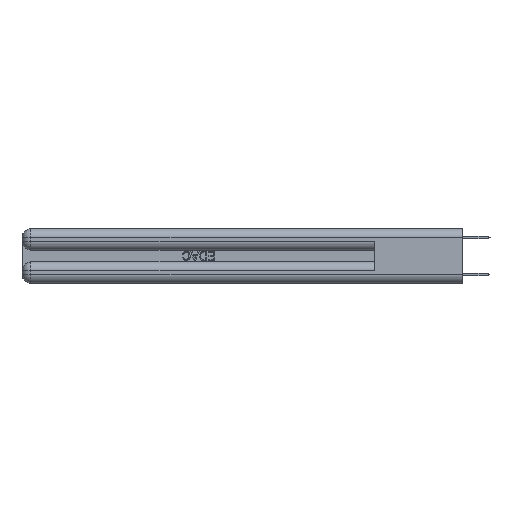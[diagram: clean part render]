
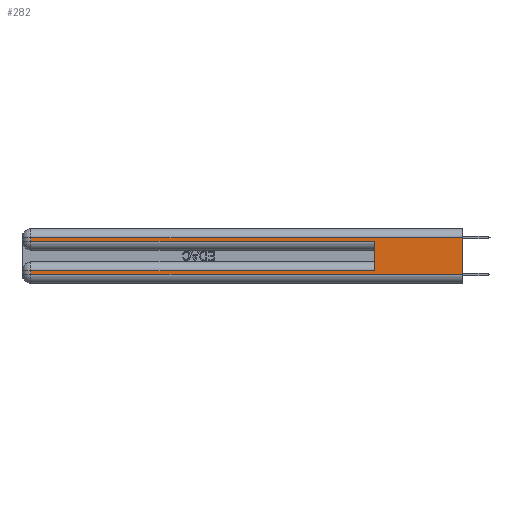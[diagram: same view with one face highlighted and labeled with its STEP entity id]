
A CAD part, left-side view. The second image highlights one B-rep face of the part: STEP entity #282.
In plain terms, the highlighted planar face has unit normal (-1, 0, 0).
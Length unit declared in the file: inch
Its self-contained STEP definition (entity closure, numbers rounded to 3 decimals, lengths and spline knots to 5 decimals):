
#282 = ADVANCED_FACE ( 'NONE', ( #2974 ), #26107, .F. ) ;
#397 = DIRECTION ( 'NONE',  ( 0., 1., 0. ) ) ;
#434 = EDGE_CURVE ( 'NONE', #29983, #22562, #5575, .T. ) ;
#742 = VERTEX_POINT ( 'NONE', #8620 ) ;
#1166 = CARTESIAN_POINT ( 'NONE',  ( 0., 0.6, 0.145 ) ) ;
#1327 = VERTEX_POINT ( 'NONE', #19421 ) ;
#2766 = EDGE_CURVE ( 'NONE', #16949, #7186, #13017, .T. ) ;
#2974 = FACE_OUTER_BOUND ( 'NONE', #17735, .T. ) ;
#3409 = ORIENTED_EDGE ( 'NONE', *, *, #434, .T. ) ;
#4132 = CARTESIAN_POINT ( 'NONE',  ( 0., 2.94, 0.285 ) ) ;
#4662 = CARTESIAN_POINT ( 'NONE',  ( 0., 0., 0.37 ) ) ;
#4827 = CARTESIAN_POINT ( 'NONE',  ( 0., 0., 0.285 ) ) ;
#5090 = VECTOR ( 'NONE', #6045, 39.37008 ) ;
#5507 = EDGE_CURVE ( 'NONE', #28477, #1327, #5624, .T. ) ;
#5575 = LINE ( 'NONE', #25741, #14982 ) ;
#5624 = LINE ( 'NONE', #29011, #30481 ) ;
#6045 = DIRECTION ( 'NONE',  ( 0., -1., 0. ) ) ;
#6150 = AXIS2_PLACEMENT_3D ( 'NONE', #4662, #28595, #14235 ) ;
#6959 = EDGE_CURVE ( 'NONE', #28477, #742, #11571, .T. ) ;
#7023 = CARTESIAN_POINT ( 'NONE',  ( 0., 2.94, 0.06 ) ) ;
#7186 = VERTEX_POINT ( 'NONE', #23698 ) ;
#7712 = LINE ( 'NONE', #21272, #14868 ) ;
#8124 = EDGE_CURVE ( 'NONE', #13675, #742, #17575, .T. ) ;
#8620 = CARTESIAN_POINT ( 'NONE',  ( 0., 0.6, 0.285 ) ) ;
#10379 = ORIENTED_EDGE ( 'NONE', *, *, #21288, .F. ) ;
#10769 = CARTESIAN_POINT ( 'NONE',  ( 0., 0., 0.06 ) ) ;
#10938 = VECTOR ( 'NONE', #12510, 39.37008 ) ;
#11148 = DIRECTION ( 'NONE',  ( 0., 1., 0. ) ) ;
#11571 = LINE ( 'NONE', #1166, #31125 ) ;
#12510 = DIRECTION ( 'NONE',  ( 0., 0., -1. ) ) ;
#13017 = LINE ( 'NONE', #10769, #5090 ) ;
#13394 = LINE ( 'NONE', #19510, #20924 ) ;
#13675 = VERTEX_POINT ( 'NONE', #4132 ) ;
#13918 = CARTESIAN_POINT ( 'NONE',  ( 0., 0., 0.31 ) ) ;
#14235 = DIRECTION ( 'NONE',  ( 0., 0., -1. ) ) ;
#14868 = VECTOR ( 'NONE', #30975, 39.37008 ) ;
#14982 = VECTOR ( 'NONE', #11148, 39.37008 ) ;
#16949 = VERTEX_POINT ( 'NONE', #7023 ) ;
#17575 = LINE ( 'NONE', #4827, #17937 ) ;
#17653 = EDGE_CURVE ( 'NONE', #22562, #13675, #13394, .T. ) ;
#17735 = EDGE_LOOP ( 'NONE', ( #10379, #3409, #27979, #29286, #25205, #26537, #18103, #26646 ) ) ;
#17937 = VECTOR ( 'NONE', #19444, 39.37008 ) ;
#18078 = CARTESIAN_POINT ( 'NONE',  ( 0., 0.6, 0.085 ) ) ;
#18103 = ORIENTED_EDGE ( 'NONE', *, *, #19141, .T. ) ;
#19141 = EDGE_CURVE ( 'NONE', #1327, #16949, #7712, .T. ) ;
#19341 = CARTESIAN_POINT ( 'NONE',  ( 0., 0., 0.37 ) ) ;
#19421 = CARTESIAN_POINT ( 'NONE',  ( 0., 2.94, 0.085 ) ) ;
#19444 = DIRECTION ( 'NONE',  ( 0., -1., 0. ) ) ;
#19510 = CARTESIAN_POINT ( 'NONE',  ( 0., 2.94, 0.37 ) ) ;
#20924 = VECTOR ( 'NONE', #24136, 39.37008 ) ;
#21272 = CARTESIAN_POINT ( 'NONE',  ( 0., 2.94, 0.37 ) ) ;
#21288 = EDGE_CURVE ( 'NONE', #29983, #7186, #29781, .T. ) ;
#22562 = VERTEX_POINT ( 'NONE', #27238 ) ;
#23698 = CARTESIAN_POINT ( 'NONE',  ( 0., 0., 0.06 ) ) ;
#24136 = DIRECTION ( 'NONE',  ( 0., 0., -1. ) ) ;
#25205 = ORIENTED_EDGE ( 'NONE', *, *, #6959, .F. ) ;
#25741 = CARTESIAN_POINT ( 'NONE',  ( 0., 0., 0.31 ) ) ;
#26107 = PLANE ( 'NONE',  #6150 ) ;
#26537 = ORIENTED_EDGE ( 'NONE', *, *, #5507, .T. ) ;
#26646 = ORIENTED_EDGE ( 'NONE', *, *, #2766, .T. ) ;
#27238 = CARTESIAN_POINT ( 'NONE',  ( 0., 2.94, 0.31 ) ) ;
#27298 = DIRECTION ( 'NONE',  ( 0., 0., 1. ) ) ;
#27979 = ORIENTED_EDGE ( 'NONE', *, *, #17653, .T. ) ;
#28477 = VERTEX_POINT ( 'NONE', #18078 ) ;
#28595 = DIRECTION ( 'NONE',  ( 1., 0., 0. ) ) ;
#29011 = CARTESIAN_POINT ( 'NONE',  ( 0., 0., 0.085 ) ) ;
#29286 = ORIENTED_EDGE ( 'NONE', *, *, #8124, .T. ) ;
#29781 = LINE ( 'NONE', #19341, #10938 ) ;
#29983 = VERTEX_POINT ( 'NONE', #13918 ) ;
#30481 = VECTOR ( 'NONE', #397, 39.37008 ) ;
#30975 = DIRECTION ( 'NONE',  ( 0., 0., -1. ) ) ;
#31125 = VECTOR ( 'NONE', #27298, 39.37008 ) ;
